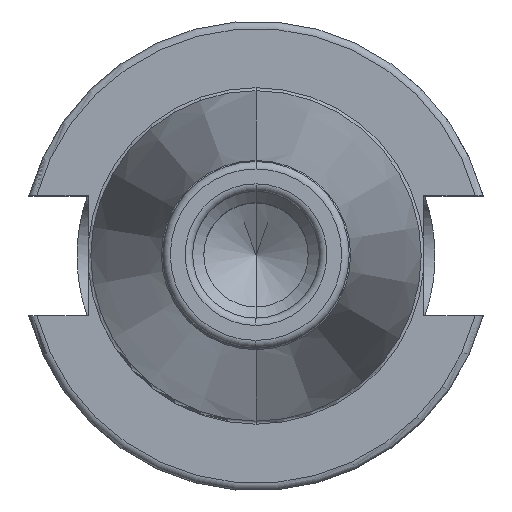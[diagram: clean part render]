
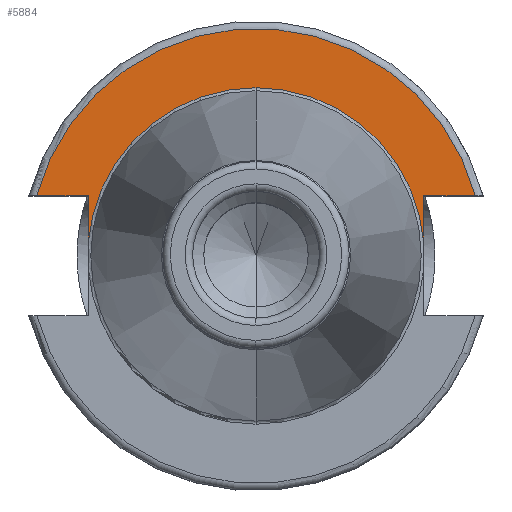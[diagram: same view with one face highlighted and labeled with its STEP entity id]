
A CAD part, top view. The second image highlights one B-rep face of the part: STEP entity #5884.
In plain terms, the highlighted planar face has unit normal (0, 0, 1).
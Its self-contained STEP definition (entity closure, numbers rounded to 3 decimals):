
#1977=DIRECTION('',(0,1,0));
#1978=VECTOR('',#1977,6.317);
#1979=CARTESIAN_POINT('',(-22.5,1.733,10));
#1980=LINE('',#1979,#1978);
#1981=DIRECTION('',(1,0,0));
#1982=VECTOR('',#1981,6.918);
#1983=CARTESIAN_POINT('',(-29.418,8.05,10));
#1984=LINE('',#1983,#1982);
#1985=DIRECTION('',(-1,0,0));
#1986=VECTOR('',#1985,6.918);
#1987=CARTESIAN_POINT('',(29.418,8.05,10));
#1988=LINE('',#1987,#1986);
#1989=DIRECTION('',(0,-1,0));
#1990=VECTOR('',#1989,6.317);
#1991=CARTESIAN_POINT('',(22.5,8.05,10));
#1992=LINE('',#1991,#1990);
#2002=CARTESIAN_POINT('',(0,0,10));
#2003=DIRECTION('',(0,0,1));
#2004=DIRECTION('',(0,1,0));
#2005=AXIS2_PLACEMENT_3D('',#2002,#2003,#2004);
#2036=CARTESIAN_POINT('',(0,0,10));
#2037=DIRECTION('',(0,0,-1));
#2038=DIRECTION('',(0,1,0));
#2039=AXIS2_PLACEMENT_3D('',#2036,#2037,#2038);
#2563=CARTESIAN_POINT('',(0,0,10));
#2564=DIRECTION('',(0,0,1));
#2565=DIRECTION('',(0.965,0.264,0));
#2566=AXIS2_PLACEMENT_3D('',#2563,#2564,#2565);
#2689=CARTESIAN_POINT('',(0,22.567,10));
#2691=VERTEX_POINT('',#2689);
#2805=CARTESIAN_POINT('',(-22.5,1.733,10));
#2806=CARTESIAN_POINT('',(-22.5,8.05,10));
#2807=VERTEX_POINT('',#2805);
#2808=VERTEX_POINT('',#2806);
#2809=CARTESIAN_POINT('',(-29.418,8.05,10));
#2810=VERTEX_POINT('',#2809);
#2811=CARTESIAN_POINT('',(22.5,8.05,10));
#2812=CARTESIAN_POINT('',(22.5,1.733,10));
#2813=VERTEX_POINT('',#2811);
#2814=VERTEX_POINT('',#2812);
#2821=CARTESIAN_POINT('',(29.418,8.05,10));
#2822=VERTEX_POINT('',#2821);
#5867=CARTESIAN_POINT('',(0,0,10));
#5868=DIRECTION('',(0,0,-1));
#5869=DIRECTION('',(0,-1,0));
#5870=AXIS2_PLACEMENT_3D('',#5867,#5868,#5869);
#5871=PLANE('',#5870);
#5872=ORIENTED_EDGE('',*,*,#4327,.T.);
#5873=ORIENTED_EDGE('',*,*,#4313,.F.);
#5875=ORIENTED_EDGE('',*,*,#5874,.F.);
#5876=ORIENTED_EDGE('',*,*,#4199,.T.);
#5877=ORIENTED_EDGE('',*,*,#4181,.T.);
#5879=ORIENTED_EDGE('',*,*,#5878,.F.);
#5881=ORIENTED_EDGE('',*,*,#5880,.T.);
#5882=EDGE_LOOP('',(#5872,#5873,#5875,#5876,#5877,#5879,#5881));
#5883=FACE_OUTER_BOUND('',#5882,.F.);
#5884=ADVANCED_FACE('',(#5883),#5871,.F.);
#2006=CIRCLE('',#2005,22.567);
#2040=CIRCLE('',#2039,22.567);
#2567=CIRCLE('',#2566,30.5);
#4181=EDGE_CURVE('',#2813,#2814,#1992,.T.);
#4199=EDGE_CURVE('',#2822,#2813,#1988,.T.);
#4313=EDGE_CURVE('',#2810,#2808,#1984,.T.);
#4327=EDGE_CURVE('',#2807,#2808,#1980,.T.);
#5874=EDGE_CURVE('',#2822,#2810,#2567,.T.);
#5878=EDGE_CURVE('',#2691,#2814,#2040,.T.);
#5880=EDGE_CURVE('',#2691,#2807,#2006,.T.);
